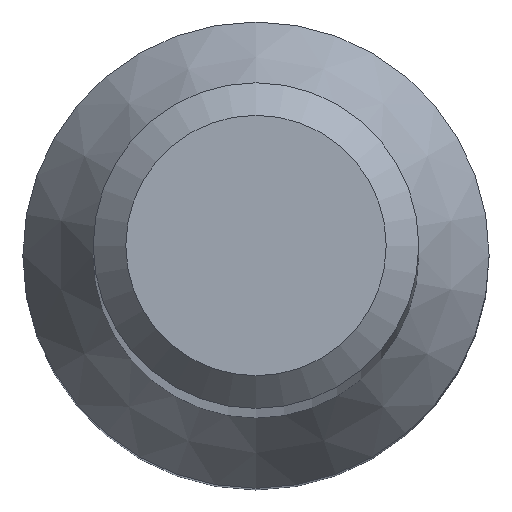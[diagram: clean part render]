
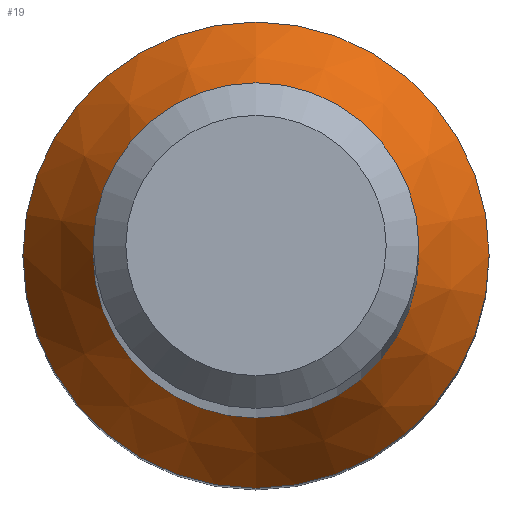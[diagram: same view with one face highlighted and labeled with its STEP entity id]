
A CAD part, top view. The second image highlights one B-rep face of the part: STEP entity #19.
In plain terms, the highlighted conical face has half-angle 30 degrees and reference radius 2.864 mm.
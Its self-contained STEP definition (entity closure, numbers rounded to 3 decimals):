
#12 = AXIS2_PLACEMENT_3D ( 'NONE', #174, #154, #15 ) ;
#15 = DIRECTION ( 'NONE',  ( 0., 1., 0. ) ) ;
#19 = ADVANCED_FACE ( 'NONE', ( #204, #92 ), #40, .T. ) ;
#21 = CIRCLE ( 'NONE', #12, 2. ) ;
#30 = ORIENTED_EDGE ( 'NONE', *, *, #163, .F. ) ;
#40 = CONICAL_SURFACE ( 'NONE', #165, 2.864, 0.524 ) ;
#55 = EDGE_CURVE ( 'NONE', #131, #131, #21, .T. ) ;
#58 = DIRECTION ( 'NONE',  ( 0., 0., -1. ) ) ;
#60 = VERTEX_POINT ( 'NONE', #80 ) ;
#78 = DIRECTION ( 'NONE',  ( 0., 0., -1. ) ) ;
#80 = CARTESIAN_POINT ( 'NONE',  ( 0., 2.864, 12.495 ) ) ;
#84 = EDGE_LOOP ( 'NONE', ( #30 ) ) ;
#92 = FACE_OUTER_BOUND ( 'NONE', #84, .T. ) ;
#97 = CARTESIAN_POINT ( 'NONE',  ( 0., 0., 12.495 ) ) ;
#106 = EDGE_LOOP ( 'NONE', ( #196 ) ) ;
#115 = DIRECTION ( 'NONE',  ( 0., 1., 0. ) ) ;
#116 = AXIS2_PLACEMENT_3D ( 'NONE', #97, #58, #115 ) ;
#131 = VERTEX_POINT ( 'NONE', #226 ) ;
#147 = DIRECTION ( 'NONE',  ( 0., 1., 0. ) ) ;
#154 = DIRECTION ( 'NONE',  ( 0., 0., -1. ) ) ;
#163 = EDGE_CURVE ( 'NONE', #60, #60, #187, .T. ) ;
#165 = AXIS2_PLACEMENT_3D ( 'NONE', #239, #78, #147 ) ;
#174 = CARTESIAN_POINT ( 'NONE',  ( 0., 0., 13.992 ) ) ;
#187 = CIRCLE ( 'NONE', #116, 2.864 ) ;
#196 = ORIENTED_EDGE ( 'NONE', *, *, #55, .T. ) ;
#204 = FACE_BOUND ( 'NONE', #106, .T. ) ;
#226 = CARTESIAN_POINT ( 'NONE',  ( 0., 2., 13.992 ) ) ;
#239 = CARTESIAN_POINT ( 'NONE',  ( 0., 0., 12.495 ) ) ;
